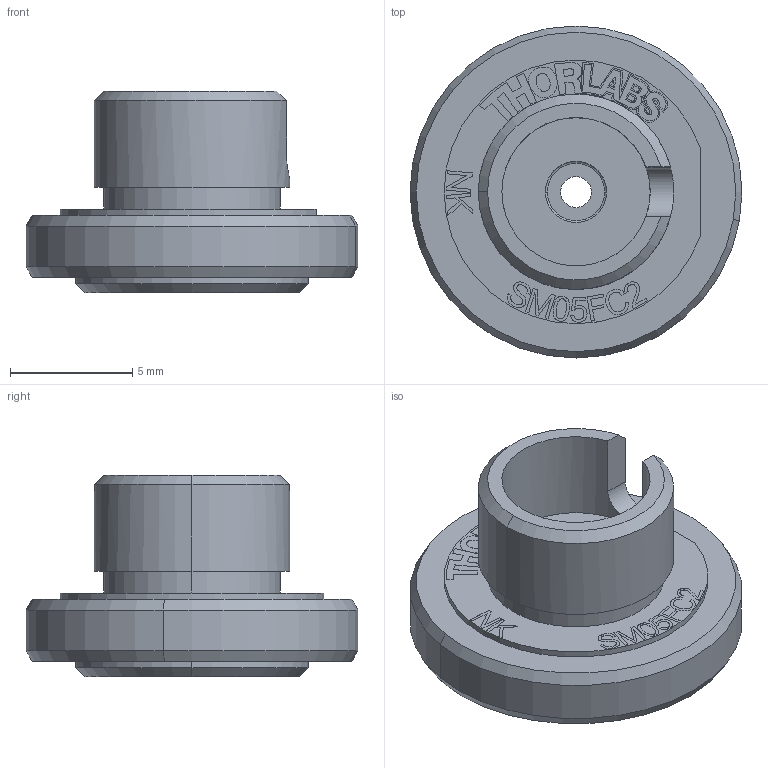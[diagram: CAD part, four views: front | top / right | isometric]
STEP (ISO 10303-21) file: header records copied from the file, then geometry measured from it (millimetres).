
FILE_DESCRIPTION (( 'STEP AP214' ), '1' );
FILE_NAME ('TTN218106-E0W.STEP', '2020-09-23T13:12:47', ( '' ), ( '' ), 'SwSTEP 2.0', 'SolidWorks 2018', '' );
FILE_SCHEMA (( 'AUTOMOTIVE_DESIGN' ));
Length unit declared in the file: inch
Products named in the file (1): TTN218106-E0W
Bounding box: 13.59 x 13.59 x 8.26 mm (x, y, z)
Volume: 516.5 mm3; surface area: 822.1 mm2
Topology: 2 solids, 2 shells, 329 faces, 870 edges, 575 vertices
Faces by surface type: bspline 166, plane 127, cylinder 20, cone 14, torus 2
Entity records: 19634 total; most frequent: CARTESIAN_POINT 8247, ORIENTED_EDGE 1740, DIRECTION 916, EDGE_CURVE 870, VERTEX_POINT 575, LINE 476, VECTOR 476, EDGE_LOOP 363
